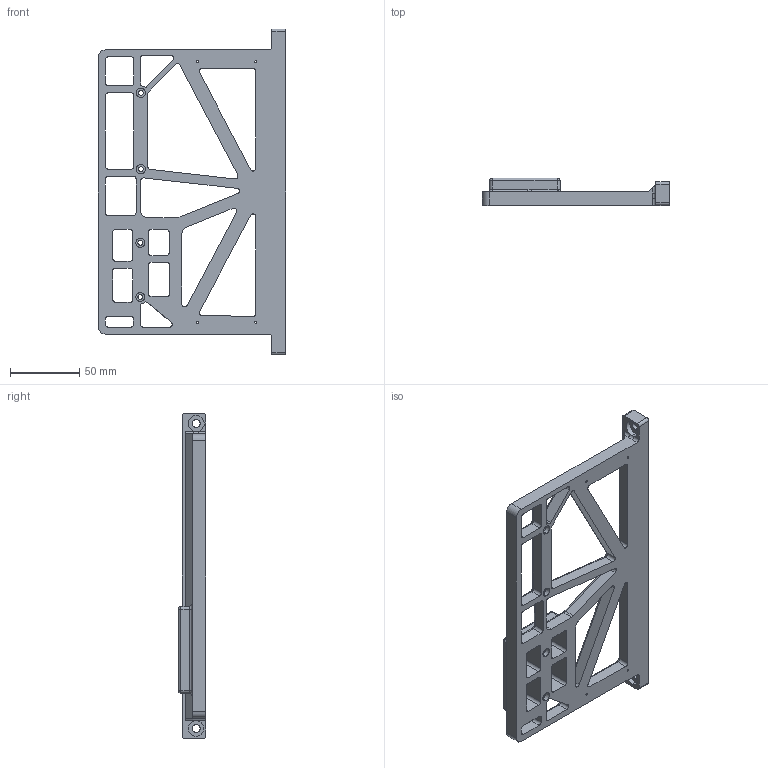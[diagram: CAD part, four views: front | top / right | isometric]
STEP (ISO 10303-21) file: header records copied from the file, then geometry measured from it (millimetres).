
FILE_DESCRIPTION (( 'STEP AP214' ), '1' );
FILE_NAME ('voedingplaat.STEP', '2020-04-19T21:20:34', ( 'Windows User' ), ( '' ), 'SwSTEP 2.0', 'SolidWorks 2019', '' );
FILE_SCHEMA (( 'AUTOMOTIVE_DESIGN' ));
Length unit declared in the file: millimetre
Products named in the file (1): voedingplaat
Bounding box: 135 x 20 x 235 mm (x, y, z)
Volume: 177394.8 mm3; surface area: 61588 mm2
Topology: 1 solids, 1 shells, 343 faces, 880 edges, 529 vertices
Faces by surface type: cylinder 181, plane 78, torus 72, bspline 6, sphere 6
Entity records: 10710 total; most frequent: CARTESIAN_POINT 2054, DIRECTION 1967, ORIENTED_EDGE 1744, EDGE_CURVE 872, AXIS2_PLACEMENT_3D 786, VERTEX_POINT 529, CIRCLE 448, LINE 395
